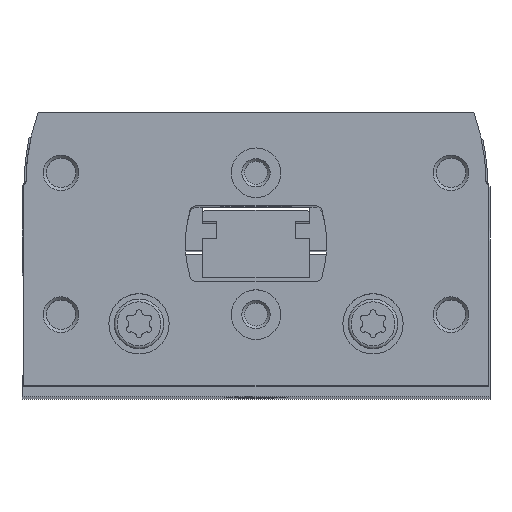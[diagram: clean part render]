
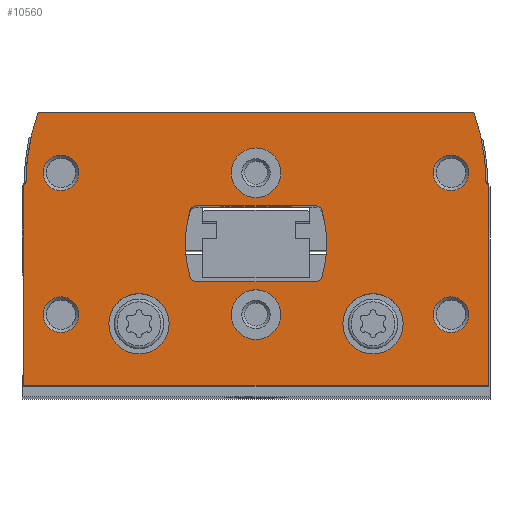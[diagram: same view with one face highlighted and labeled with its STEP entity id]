
A CAD part, top view. The second image highlights one B-rep face of the part: STEP entity #10560.
In plain terms, the highlighted planar face has unit normal (0, 0, 1).
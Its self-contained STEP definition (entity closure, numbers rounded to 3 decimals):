
#455=LINE('',#16414,#1009);
#460=LINE('',#16424,#1014);
#478=LINE('',#16470,#1032);
#484=LINE('',#16482,#1038);
#498=LINE('',#16559,#1052);
#500=LINE('',#16562,#1054);
#501=LINE('',#16600,#1055);
#502=LINE('',#16620,#1056);
#1009=VECTOR('',#13505,1000.);
#1014=VECTOR('',#13512,1000.);
#1032=VECTOR('',#13548,1000.);
#1038=VECTOR('',#13558,1000.);
#1052=VECTOR('',#13618,1000.);
#1054=VECTOR('',#13622,1000.);
#1055=VECTOR('',#13661,1000.);
#1056=VECTOR('',#13682,1000.);
#1349=PLANE('',#11480);
#2734=ORIENTED_EDGE('',*,*,#4575,.F.);
#2735=ORIENTED_EDGE('',*,*,#4576,.F.);
#2736=ORIENTED_EDGE('',*,*,#4577,.T.);
#2737=ORIENTED_EDGE('',*,*,#4578,.T.);
#2738=ORIENTED_EDGE('',*,*,#4579,.T.);
#2739=ORIENTED_EDGE('',*,*,#4580,.T.);
#2740=ORIENTED_EDGE('',*,*,#4581,.T.);
#2741=ORIENTED_EDGE('',*,*,#4582,.T.);
#2742=ORIENTED_EDGE('',*,*,#4532,.F.);
#2743=ORIENTED_EDGE('',*,*,#4553,.F.);
#2744=ORIENTED_EDGE('',*,*,#4544,.F.);
#2745=ORIENTED_EDGE('',*,*,#4541,.F.);
#2746=ORIENTED_EDGE('',*,*,#4583,.F.);
#2747=ORIENTED_EDGE('',*,*,#4584,.F.);
#2748=ORIENTED_EDGE('',*,*,#4585,.F.);
#2749=ORIENTED_EDGE('',*,*,#4535,.F.);
#2750=ORIENTED_EDGE('',*,*,#4519,.T.);
#2751=ORIENTED_EDGE('',*,*,#4513,.T.);
#2752=ORIENTED_EDGE('',*,*,#4555,.T.);
#2753=ORIENTED_EDGE('',*,*,#4484,.T.);
#2754=ORIENTED_EDGE('',*,*,#4489,.T.);
#2755=ORIENTED_EDGE('',*,*,#4493,.T.);
#2756=ORIENTED_EDGE('',*,*,#4574,.T.);
#2757=ORIENTED_EDGE('',*,*,#4525,.T.);
#4484=EDGE_CURVE('',#5530,#5529,#455,.T.);
#4489=EDGE_CURVE('',#5529,#5533,#460,.T.);
#4493=EDGE_CURVE('',#5533,#5535,#6215,.T.);
#4513=EDGE_CURVE('',#5550,#5552,#478,.T.);
#4519=EDGE_CURVE('',#5556,#5550,#484,.T.);
#4525=EDGE_CURVE('',#5561,#5556,#6221,.T.);
#4532=EDGE_CURVE('',#5565,#5566,#6224,.T.);
#4535=EDGE_CURVE('',#5566,#5567,#6225,.T.);
#4541=EDGE_CURVE('',#5571,#5572,#6228,.T.);
#4544=EDGE_CURVE('',#5572,#5574,#6229,.T.);
#4553=EDGE_CURVE('',#5574,#5565,#498,.T.);
#4555=EDGE_CURVE('',#5552,#5530,#500,.T.);
#4574=EDGE_CURVE('',#5535,#5561,#501,.T.);
#4575=EDGE_CURVE('',#5599,#5599,#6254,.T.);
#4576=EDGE_CURVE('',#5600,#5600,#6255,.T.);
#4577=EDGE_CURVE('',#5601,#5601,#6256,.T.);
#4578=EDGE_CURVE('',#5602,#5602,#6257,.T.);
#4579=EDGE_CURVE('',#5603,#5603,#6258,.T.);
#4580=EDGE_CURVE('',#5604,#5604,#6259,.T.);
#4581=EDGE_CURVE('',#5605,#5605,#6260,.T.);
#4582=EDGE_CURVE('',#5606,#5606,#6261,.T.);
#4583=EDGE_CURVE('',#5607,#5571,#6262,.T.);
#4584=EDGE_CURVE('',#5608,#5607,#502,.T.);
#4585=EDGE_CURVE('',#5567,#5608,#6263,.T.);
#5529=VERTEX_POINT('',#16413);
#5530=VERTEX_POINT('',#16415);
#5533=VERTEX_POINT('',#16423);
#5535=VERTEX_POINT('',#16430);
#5550=VERTEX_POINT('',#16464);
#5552=VERTEX_POINT('',#16469);
#5556=VERTEX_POINT('',#16480);
#5561=VERTEX_POINT('',#16495);
#5565=VERTEX_POINT('',#16509);
#5566=VERTEX_POINT('',#16511);
#5567=VERTEX_POINT('',#16519);
#5571=VERTEX_POINT('',#16532);
#5572=VERTEX_POINT('',#16534);
#5574=VERTEX_POINT('',#16543);
#5599=VERTEX_POINT('',#16603);
#5600=VERTEX_POINT('',#16605);
#5601=VERTEX_POINT('',#16607);
#5602=VERTEX_POINT('',#16609);
#5603=VERTEX_POINT('',#16611);
#5604=VERTEX_POINT('',#16613);
#5605=VERTEX_POINT('',#16615);
#5606=VERTEX_POINT('',#16617);
#5607=VERTEX_POINT('',#16619);
#5608=VERTEX_POINT('',#16621);
#6215=CIRCLE('',#11428,30.);
#6221=CIRCLE('',#11440,30.);
#6224=CIRCLE('',#11444,1.);
#6225=CIRCLE('',#11446,16.);
#6228=CIRCLE('',#11450,16.);
#6229=CIRCLE('',#11452,1.);
#6254=CIRCLE('',#11481,4.25);
#6255=CIRCLE('',#11482,4.25);
#6256=CIRCLE('',#11483,3.5);
#6257=CIRCLE('',#11484,3.5);
#6258=CIRCLE('',#11485,2.5);
#6259=CIRCLE('',#11486,2.5);
#6260=CIRCLE('',#11487,2.5);
#6261=CIRCLE('',#11488,2.5);
#6262=CIRCLE('',#11489,1.);
#6263=CIRCLE('',#11490,1.);
#6947=EDGE_LOOP('',(#2734));
#6948=EDGE_LOOP('',(#2735));
#6949=EDGE_LOOP('',(#2736));
#6950=EDGE_LOOP('',(#2737));
#6951=EDGE_LOOP('',(#2738));
#6952=EDGE_LOOP('',(#2739));
#6953=EDGE_LOOP('',(#2740));
#6954=EDGE_LOOP('',(#2741));
#6955=EDGE_LOOP('',(#2742,#2743,#2744,#2745,#2746,#2747,#2748,#2749));
#6956=EDGE_LOOP('',(#2750,#2751,#2752,#2753,#2754,#2755,#2756,#2757));
#7765=FACE_BOUND('',#6947,.T.);
#7766=FACE_BOUND('',#6948,.T.);
#7767=FACE_BOUND('',#6949,.T.);
#7768=FACE_BOUND('',#6950,.T.);
#7769=FACE_BOUND('',#6951,.T.);
#7770=FACE_BOUND('',#6952,.T.);
#7771=FACE_BOUND('',#6953,.T.);
#7772=FACE_BOUND('',#6954,.T.);
#7773=FACE_BOUND('',#6955,.T.);
#7774=FACE_BOUND('',#6956,.T.);
#10560=ADVANCED_FACE('',(#7765,#7766,#7767,#7768,#7769,#7770,#7771,#7772,
#7773,#7774),#1349,.T.);
#11428=AXIS2_PLACEMENT_3D('',#16431,#13519,#13520);
#11440=AXIS2_PLACEMENT_3D('',#16494,#13569,#13570);
#11444=AXIS2_PLACEMENT_3D('',#16510,#13580,#13581);
#11446=AXIS2_PLACEMENT_3D('',#16518,#13585,#13586);
#11450=AXIS2_PLACEMENT_3D('',#16533,#13595,#13596);
#11452=AXIS2_PLACEMENT_3D('',#16542,#13600,#13601);
#11480=AXIS2_PLACEMENT_3D('',#16601,#13662,#13663);
#11481=AXIS2_PLACEMENT_3D('',#16602,#13664,#13665);
#11482=AXIS2_PLACEMENT_3D('',#16604,#13666,#13667);
#11483=AXIS2_PLACEMENT_3D('',#16606,#13668,#13669);
#11484=AXIS2_PLACEMENT_3D('',#16608,#13670,#13671);
#11485=AXIS2_PLACEMENT_3D('',#16610,#13672,#13673);
#11486=AXIS2_PLACEMENT_3D('',#16612,#13674,#13675);
#11487=AXIS2_PLACEMENT_3D('',#16614,#13676,#13677);
#11488=AXIS2_PLACEMENT_3D('',#16616,#13678,#13679);
#11489=AXIS2_PLACEMENT_3D('',#16618,#13680,#13681);
#11490=AXIS2_PLACEMENT_3D('',#16622,#13683,#13684);
#13505=DIRECTION('',(0.,1.,0.));
#13512=DIRECTION('',(-0.866,0.5,0.));
#13519=DIRECTION('',(0.,0.,1.));
#13520=DIRECTION('',(1.,0.,0.));
#13548=DIRECTION('',(0.,-1.,0.));
#13558=DIRECTION('',(-0.866,-0.5,0.));
#13569=DIRECTION('',(0.,0.,1.));
#13570=DIRECTION('',(1.,0.,0.));
#13580=DIRECTION('',(0.,0.,1.));
#13581=DIRECTION('',(1.,0.,0.));
#13585=DIRECTION('',(0.,0.,1.));
#13586=DIRECTION('',(1.,0.,0.));
#13595=DIRECTION('',(0.,0.,1.));
#13596=DIRECTION('',(1.,0.,0.));
#13600=DIRECTION('',(0.,0.,1.));
#13601=DIRECTION('',(1.,0.,0.));
#13618=DIRECTION('',(-1.,0.,0.));
#13622=DIRECTION('',(1.,0.,0.));
#13661=DIRECTION('',(-1.,0.,0.));
#13662=DIRECTION('',(0.,0.,1.));
#13663=DIRECTION('',(1.,0.,0.));
#13664=DIRECTION('',(0.,0.,1.));
#13665=DIRECTION('',(1.,0.,0.));
#13666=DIRECTION('',(0.,0.,1.));
#13667=DIRECTION('',(1.,0.,0.));
#13668=DIRECTION('',(0.,0.,-1.));
#13669=DIRECTION('',(-1.,0.,0.));
#13670=DIRECTION('',(0.,0.,-1.));
#13671=DIRECTION('',(-1.,0.,0.));
#13672=DIRECTION('',(0.,0.,-1.));
#13673=DIRECTION('',(-1.,0.,0.));
#13674=DIRECTION('',(0.,0.,-1.));
#13675=DIRECTION('',(-1.,0.,0.));
#13676=DIRECTION('',(0.,0.,-1.));
#13677=DIRECTION('',(-1.,0.,0.));
#13678=DIRECTION('',(0.,0.,-1.));
#13679=DIRECTION('',(-1.,0.,0.));
#13680=DIRECTION('',(0.,0.,1.));
#13681=DIRECTION('',(1.,0.,0.));
#13682=DIRECTION('',(1.,0.,0.));
#13683=DIRECTION('',(0.,0.,1.));
#13684=DIRECTION('',(1.,0.,0.));
#16413=CARTESIAN_POINT('',(32.75,28.327,0.));
#16414=CARTESIAN_POINT('',(32.75,0.,0.));
#16415=CARTESIAN_POINT('',(32.75,0.,0.));
#16423=CARTESIAN_POINT('',(32.45,28.5,0.));
#16424=CARTESIAN_POINT('',(32.75,28.327,0.));
#16430=CARTESIAN_POINT('',(30.734,38.5,0.));
#16431=CARTESIAN_POINT('',(2.45,28.5,0.));
#16464=CARTESIAN_POINT('',(-32.75,28.327,0.));
#16469=CARTESIAN_POINT('',(-32.75,0.,0.));
#16470=CARTESIAN_POINT('',(-32.75,28.327,0.));
#16480=CARTESIAN_POINT('',(-32.45,28.5,0.));
#16482=CARTESIAN_POINT('',(-32.45,28.5,0.));
#16494=CARTESIAN_POINT('',(-2.45,28.5,0.));
#16495=CARTESIAN_POINT('',(-30.734,38.5,0.));
#16509=CARTESIAN_POINT('',(-8.355,25.4,0.));
#16510=CARTESIAN_POINT('',(-8.355,24.4,0.));
#16511=CARTESIAN_POINT('',(-9.312,24.69,0.));
#16518=CARTESIAN_POINT('',(6.,20.05,0.));
#16519=CARTESIAN_POINT('',(-9.312,15.41,0.));
#16532=CARTESIAN_POINT('',(9.312,15.41,0.));
#16533=CARTESIAN_POINT('',(-6.,20.05,0.));
#16534=CARTESIAN_POINT('',(9.312,24.69,0.));
#16542=CARTESIAN_POINT('',(8.355,24.4,0.));
#16543=CARTESIAN_POINT('',(8.355,25.4,0.));
#16559=CARTESIAN_POINT('',(8.355,25.4,0.));
#16562=CARTESIAN_POINT('',(-32.75,0.,0.));
#16600=CARTESIAN_POINT('',(30.734,38.5,0.));
#16601=CARTESIAN_POINT('',(2.45,28.5,0.));
#16602=CARTESIAN_POINT('',(-16.5,8.75,0.));
#16603=CARTESIAN_POINT('',(-12.25,8.75,0.));
#16604=CARTESIAN_POINT('',(16.5,8.75,0.));
#16605=CARTESIAN_POINT('',(20.75,8.75,0.));
#16606=CARTESIAN_POINT('',(0.,10.05,0.));
#16607=CARTESIAN_POINT('',(-3.5,10.05,0.));
#16608=CARTESIAN_POINT('',(0.,30.05,0.));
#16609=CARTESIAN_POINT('',(-3.5,30.05,0.));
#16610=CARTESIAN_POINT('',(27.5,10.05,0.));
#16611=CARTESIAN_POINT('',(25.,10.05,0.));
#16612=CARTESIAN_POINT('',(-27.5,10.05,0.));
#16613=CARTESIAN_POINT('',(-30.,10.05,0.));
#16614=CARTESIAN_POINT('',(-27.5,30.05,0.));
#16615=CARTESIAN_POINT('',(-30.,30.05,0.));
#16616=CARTESIAN_POINT('',(27.5,30.05,0.));
#16617=CARTESIAN_POINT('',(25.,30.05,0.));
#16618=CARTESIAN_POINT('',(8.355,15.7,0.));
#16619=CARTESIAN_POINT('',(8.355,14.7,0.));
#16620=CARTESIAN_POINT('',(-8.355,14.7,0.));
#16621=CARTESIAN_POINT('',(-8.355,14.7,0.));
#16622=CARTESIAN_POINT('',(-8.355,15.7,0.));
